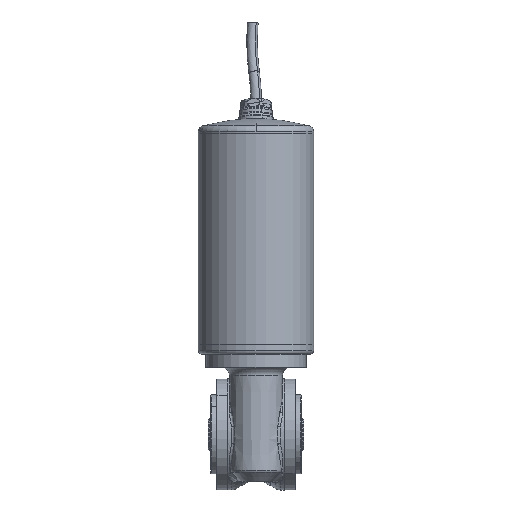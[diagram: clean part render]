
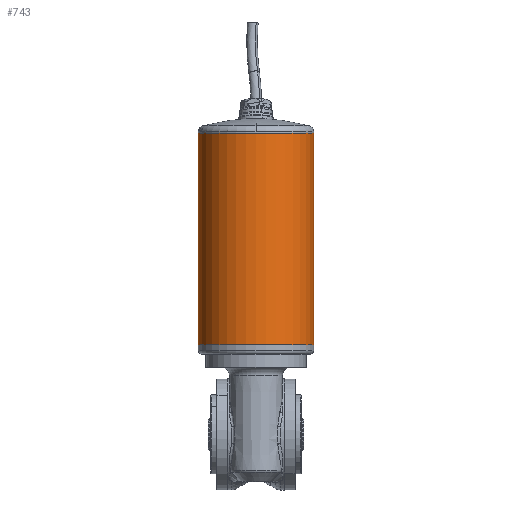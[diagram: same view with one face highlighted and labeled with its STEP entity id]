
A CAD part, front view. The second image highlights one B-rep face of the part: STEP entity #743.
In plain terms, the highlighted cylindrical face has radius 54.475 mm (diameter 108.95 mm), a partial arc.
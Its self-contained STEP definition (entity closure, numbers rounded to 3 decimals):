
#285 = ORIENTED_EDGE ( 'NONE', *, *, #13446, .T. ) ;
#462 = ORIENTED_EDGE ( 'NONE', *, *, #13375, .F. ) ;
#710 = CIRCLE ( 'NONE', #11704, 54.475 ) ;
#743 = ADVANCED_FACE ( 'NONE', ( #6029 ), #4423, .T. ) ;
#788 = CARTESIAN_POINT ( 'NONE',  ( 54.475, -1.949, 42. ) ) ;
#1545 = VERTEX_POINT ( 'NONE', #788 ) ;
#1589 = CARTESIAN_POINT ( 'NONE',  ( 0., -1.949, 242. ) ) ;
#1670 = CIRCLE ( 'NONE', #2510, 54.475 ) ;
#1680 = ORIENTED_EDGE ( 'NONE', *, *, #8484, .T. ) ;
#2062 = CARTESIAN_POINT ( 'NONE',  ( -54.475, -1.949, 42. ) ) ;
#2484 = DIRECTION ( 'NONE',  ( 1., 0., 0. ) ) ;
#2510 = AXIS2_PLACEMENT_3D ( 'NONE', #1589, #17294, #4116 ) ;
#3285 = VERTEX_POINT ( 'NONE', #2062 ) ;
#3312 = AXIS2_PLACEMENT_3D ( 'NONE', #9795, #9892, #9783 ) ;
#3493 = EDGE_CURVE ( 'NONE', #9716, #1545, #7985, .T. ) ;
#3519 = ORIENTED_EDGE ( 'NONE', *, *, #3493, .F. ) ;
#4116 = DIRECTION ( 'NONE',  ( 1., 0., 0. ) ) ;
#4136 = CARTESIAN_POINT ( 'NONE',  ( 0., -1.949, 42. ) ) ;
#4198 = EDGE_LOOP ( 'NONE', ( #3519, #462, #285, #1680 ) ) ;
#4423 = CYLINDRICAL_SURFACE ( 'NONE', #3312, 54.475 ) ;
#4922 = CARTESIAN_POINT ( 'NONE',  ( 54.475, -1.949, 242. ) ) ;
#5697 = DIRECTION ( 'NONE',  ( 0., 0., 1. ) ) ;
#5704 = DIRECTION ( 'NONE',  ( 0., 0., -1. ) ) ;
#6029 = FACE_OUTER_BOUND ( 'NONE', #4198, .T. ) ;
#7985 = LINE ( 'NONE', #8685, #15645 ) ;
#8484 = EDGE_CURVE ( 'NONE', #3285, #1545, #710, .T. ) ;
#8685 = CARTESIAN_POINT ( 'NONE',  ( 54.475, -1.949, 242. ) ) ;
#9271 = VECTOR ( 'NONE', #12481, 1000. ) ;
#9716 = VERTEX_POINT ( 'NONE', #4922 ) ;
#9783 = DIRECTION ( 'NONE',  ( -1., 0., 0. ) ) ;
#9795 = CARTESIAN_POINT ( 'NONE',  ( 0., -1.949, 242. ) ) ;
#9892 = DIRECTION ( 'NONE',  ( 0., 0., -1. ) ) ;
#11137 = VERTEX_POINT ( 'NONE', #16955 ) ;
#11704 = AXIS2_PLACEMENT_3D ( 'NONE', #4136, #5697, #2484 ) ;
#12481 = DIRECTION ( 'NONE',  ( 0., 0., -1. ) ) ;
#12524 = LINE ( 'NONE', #13628, #9271 ) ;
#13375 = EDGE_CURVE ( 'NONE', #11137, #9716, #1670, .T. ) ;
#13446 = EDGE_CURVE ( 'NONE', #11137, #3285, #12524, .T. ) ;
#13628 = CARTESIAN_POINT ( 'NONE',  ( -54.475, -1.949, 242. ) ) ;
#15645 = VECTOR ( 'NONE', #5704, 1000. ) ;
#16955 = CARTESIAN_POINT ( 'NONE',  ( -54.475, -1.949, 242. ) ) ;
#17294 = DIRECTION ( 'NONE',  ( 0., 0., 1. ) ) ;
